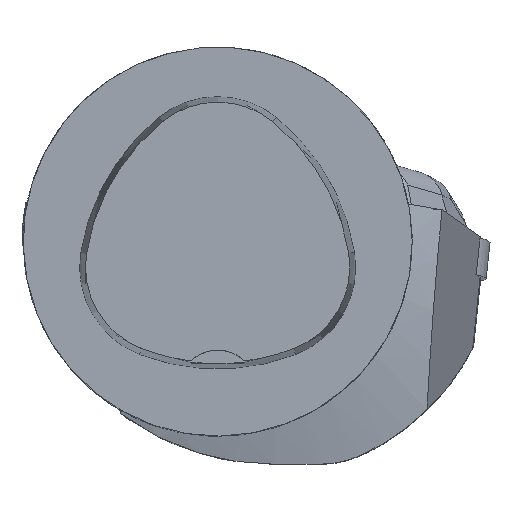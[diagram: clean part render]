
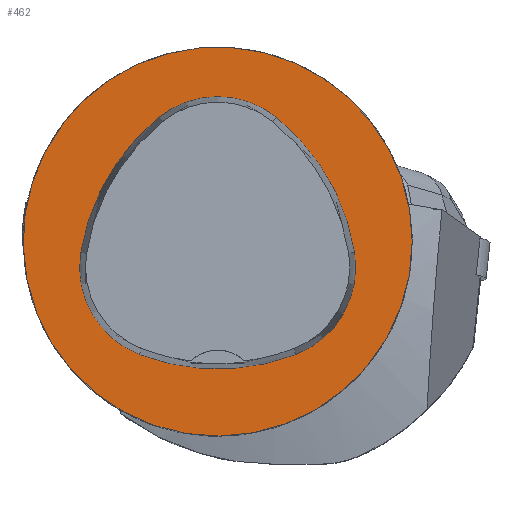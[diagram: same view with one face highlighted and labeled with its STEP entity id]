
A CAD part, top view. The second image highlights one B-rep face of the part: STEP entity #462.
In plain terms, the highlighted planar face has unit normal (0, 0, 1).
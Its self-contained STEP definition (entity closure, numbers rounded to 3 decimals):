
#462=ADVANCED_FACE('',(#585,#586),#529,.T.);
#529=PLANE('',#1633);
#585=FACE_BOUND('',#624,.T.);
#586=FACE_BOUND('',#625,.T.);
#624=EDGE_LOOP('',(#815,#816,#817,#818,#819,#820));
#625=EDGE_LOOP('',(#821));
#815=ORIENTED_EDGE('',*,*,#1327,.F.);
#816=ORIENTED_EDGE('',*,*,#1322,.F.);
#817=ORIENTED_EDGE('',*,*,#1317,.F.);
#818=ORIENTED_EDGE('',*,*,#1314,.F.);
#819=ORIENTED_EDGE('',*,*,#1311,.F.);
#820=ORIENTED_EDGE('',*,*,#1307,.F.);
#821=ORIENTED_EDGE('',*,*,#1292,.T.);
#1149=VERTEX_POINT('',#2410);
#1162=VERTEX_POINT('',#2458);
#1163=VERTEX_POINT('',#2459);
#1166=VERTEX_POINT('',#2467);
#1168=VERTEX_POINT('',#2473);
#1170=VERTEX_POINT('',#2479);
#1174=VERTEX_POINT('',#2492);
#1292=EDGE_CURVE('',#1149,#1149,#1450,.T.);
#1307=EDGE_CURVE('',#1162,#1163,#1451,.T.);
#1311=EDGE_CURVE('',#1163,#1166,#1453,.T.);
#1314=EDGE_CURVE('',#1166,#1168,#1455,.T.);
#1317=EDGE_CURVE('',#1168,#1170,#1457,.T.);
#1322=EDGE_CURVE('',#1170,#1174,#1460,.T.);
#1327=EDGE_CURVE('',#1174,#1162,#1463,.T.);
#1450=CIRCLE('',#1604,25.);
#1451=CIRCLE('',#1611,28.);
#1453=CIRCLE('',#1614,12.);
#1455=CIRCLE('',#1617,28.);
#1457=CIRCLE('',#1620,12.);
#1460=CIRCLE('',#1624,28.);
#1463=CIRCLE('',#1628,12.);
#1604=AXIS2_PLACEMENT_3D('',#2409,#1834,#1835);
#1611=AXIS2_PLACEMENT_3D('',#2457,#1852,#1853);
#1614=AXIS2_PLACEMENT_3D('',#2466,#1860,#1861);
#1617=AXIS2_PLACEMENT_3D('',#2472,#1867,#1868);
#1620=AXIS2_PLACEMENT_3D('',#2478,#1874,#1875);
#1624=AXIS2_PLACEMENT_3D('',#2491,#1883,#1884);
#1628=AXIS2_PLACEMENT_3D('',#2504,#1892,#1893);
#1633=AXIS2_PLACEMENT_3D('',#2509,#1902,#1903);
#1834=DIRECTION('',(0.,0.,1.));
#1835=DIRECTION('',(1.,0.,0.));
#1852=DIRECTION('',(0.,0.,1.));
#1853=DIRECTION('',(1.,0.,0.));
#1860=DIRECTION('',(0.,0.,1.));
#1861=DIRECTION('',(1.,0.,0.));
#1867=DIRECTION('',(0.,0.,1.));
#1868=DIRECTION('',(1.,0.,0.));
#1874=DIRECTION('',(0.,0.,1.));
#1875=DIRECTION('',(1.,0.,0.));
#1883=DIRECTION('',(0.,0.,1.));
#1884=DIRECTION('',(1.,0.,0.));
#1892=DIRECTION('',(0.,0.,1.));
#1893=DIRECTION('',(1.,0.,0.));
#1902=DIRECTION('',(0.,0.,1.));
#1903=DIRECTION('',(-1.,0.,0.));
#2409=CARTESIAN_POINT('',(0.,0.,0.));
#2410=CARTESIAN_POINT('',(25.,0.,0.));
#2457=CARTESIAN_POINT('',(-10.068,-5.824,0.));
#2458=CARTESIAN_POINT('',(17.584,-1.424,0.));
#2459=CARTESIAN_POINT('',(7.531,15.953,0.));
#2466=CARTESIAN_POINT('',(-0.011,6.62,0.));
#2467=CARTESIAN_POINT('',(-7.567,15.942,0.));
#2472=CARTESIAN_POINT('',(10.063,-5.81,0.));
#2473=CARTESIAN_POINT('',(-17.59,-1.418,0.));
#2478=CARTESIAN_POINT('',(-5.739,-3.3,0.));
#2479=CARTESIAN_POINT('',(-10.05,-14.499,0.));
#2491=CARTESIAN_POINT('',(0.01,11.631,0.));
#2492=CARTESIAN_POINT('',(10.025,-14.516,0.));
#2504=CARTESIAN_POINT('',(5.733,-3.31,0.));
#2509=CARTESIAN_POINT('',(0.,0.,0.));
